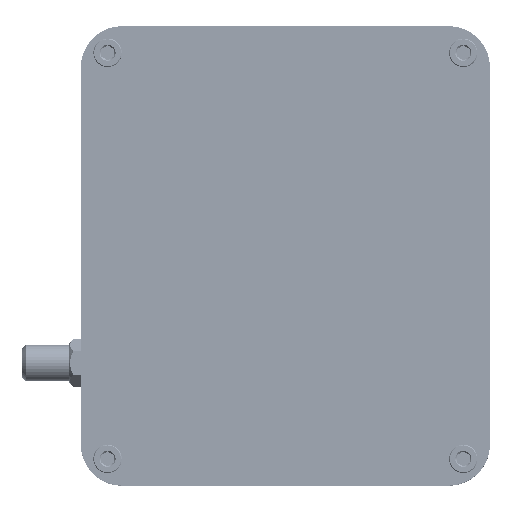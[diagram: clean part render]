
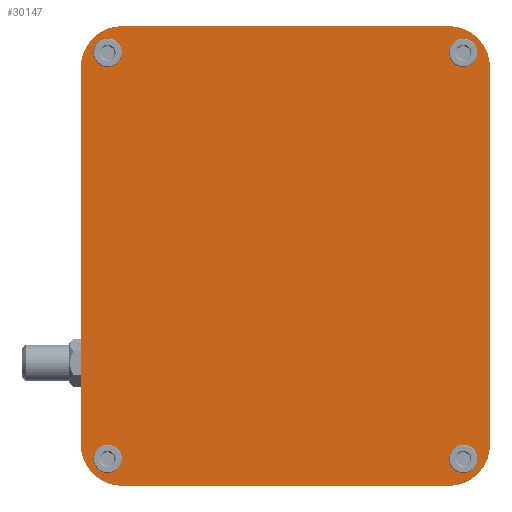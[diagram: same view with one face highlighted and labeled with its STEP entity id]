
A CAD part, top view. The second image highlights one B-rep face of the part: STEP entity #30147.
In plain terms, the highlighted planar face has unit normal (0, 0, 1).
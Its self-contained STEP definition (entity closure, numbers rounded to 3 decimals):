
#1843=PLANE('',#32906);
#3454=FACE_OUTER_BOUND('',#5197,.T.);
#5197=EDGE_LOOP('',(#27956,#27957,#27958,#27959,#27960,#27961,#27962,#27963));
#8044=LINE('',#65108,#10908);
#8048=LINE('',#65120,#10912);
#8054=LINE('',#65141,#10918);
#8056=LINE('',#65147,#10920);
#10908=VECTOR('',#40977,10.);
#10912=VECTOR('',#40989,10.);
#10918=VECTOR('',#41009,10.);
#10920=VECTOR('',#41019,10.);
#11976=CIRCLE('',#32894,8.);
#11978=CIRCLE('',#32898,8.);
#11980=CIRCLE('',#32901,8.);
#11982=CIRCLE('',#32905,8.);
#14826=VERTEX_POINT('',#65105);
#14827=VERTEX_POINT('',#65107);
#14829=VERTEX_POINT('',#65113);
#14831=VERTEX_POINT('',#65119);
#14833=VERTEX_POINT('',#65125);
#14836=VERTEX_POINT('',#65132);
#14837=VERTEX_POINT('',#65134);
#14839=VERTEX_POINT('',#65140);
#19198=EDGE_CURVE('',#14827,#14826,#8044,.T.);
#19201=EDGE_CURVE('',#14829,#14827,#11976,.T.);
#19204=EDGE_CURVE('',#14831,#14829,#8048,.T.);
#19207=EDGE_CURVE('',#14833,#14831,#11978,.T.);
#19211=EDGE_CURVE('',#14837,#14836,#11980,.T.);
#19214=EDGE_CURVE('',#14839,#14837,#8054,.T.);
#19217=EDGE_CURVE('',#14826,#14839,#11982,.T.);
#19218=EDGE_CURVE('',#14836,#14833,#8056,.T.);
#27956=ORIENTED_EDGE('',*,*,#19218,.T.);
#27957=ORIENTED_EDGE('',*,*,#19207,.T.);
#27958=ORIENTED_EDGE('',*,*,#19204,.T.);
#27959=ORIENTED_EDGE('',*,*,#19201,.T.);
#27960=ORIENTED_EDGE('',*,*,#19198,.T.);
#27961=ORIENTED_EDGE('',*,*,#19217,.T.);
#27962=ORIENTED_EDGE('',*,*,#19214,.T.);
#27963=ORIENTED_EDGE('',*,*,#19211,.T.);
#30147=ADVANCED_FACE('',(#3454),#1843,.T.);
#32894=AXIS2_PLACEMENT_3D('',#65114,#40983,#40984);
#32898=AXIS2_PLACEMENT_3D('',#65126,#40995,#40996);
#32901=AXIS2_PLACEMENT_3D('',#65135,#41003,#41004);
#32905=AXIS2_PLACEMENT_3D('',#65145,#41015,#41016);
#32906=AXIS2_PLACEMENT_3D('',#65146,#41017,#41018);
#40977=DIRECTION('',(0.,1.,0.));
#40983=DIRECTION('center_axis',(0.,0.,1.));
#40984=DIRECTION('ref_axis',(0.707,-0.707,0.));
#40989=DIRECTION('',(1.,0.,0.));
#40995=DIRECTION('center_axis',(0.,0.,1.));
#40996=DIRECTION('ref_axis',(-0.707,-0.707,0.));
#41003=DIRECTION('center_axis',(0.,0.,1.));
#41004=DIRECTION('ref_axis',(-0.707,0.707,0.));
#41009=DIRECTION('',(-1.,0.,0.));
#41015=DIRECTION('center_axis',(0.,0.,1.));
#41016=DIRECTION('ref_axis',(0.707,0.707,0.));
#41017=DIRECTION('center_axis',(0.,0.,1.));
#41018=DIRECTION('ref_axis',(1.,0.,0.));
#41019=DIRECTION('',(0.,-1.,0.));
#65105=CARTESIAN_POINT('',(184.25,-61.75,24.));
#65107=CARTESIAN_POINT('',(184.25,-134.75,24.));
#65108=CARTESIAN_POINT('',(184.25,-142.75,24.));
#65113=CARTESIAN_POINT('',(176.25,-142.75,24.));
#65114=CARTESIAN_POINT('Origin',(176.25,-134.75,24.));
#65119=CARTESIAN_POINT('',(113.,-142.75,24.));
#65120=CARTESIAN_POINT('',(105.,-142.75,24.));
#65125=CARTESIAN_POINT('',(105.,-134.75,24.));
#65126=CARTESIAN_POINT('Origin',(113.,-134.75,24.));
#65132=CARTESIAN_POINT('',(105.,-61.75,24.));
#65134=CARTESIAN_POINT('',(113.,-53.75,24.));
#65135=CARTESIAN_POINT('Origin',(113.,-61.75,24.));
#65140=CARTESIAN_POINT('',(176.25,-53.75,24.));
#65141=CARTESIAN_POINT('',(184.25,-53.75,24.));
#65145=CARTESIAN_POINT('Origin',(176.25,-61.75,24.));
#65146=CARTESIAN_POINT('Origin',(105.,-114.381,24.));
#65147=CARTESIAN_POINT('',(105.,-53.75,24.));
